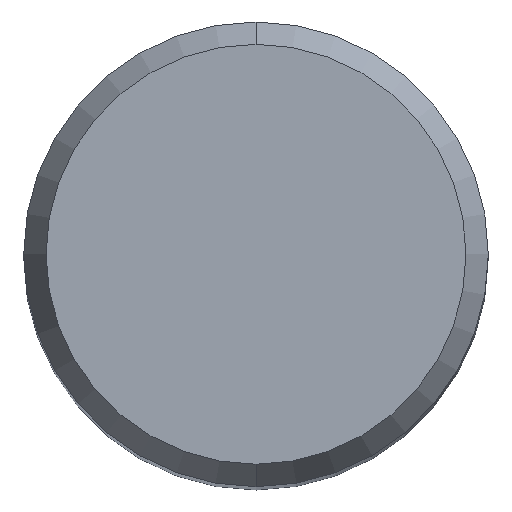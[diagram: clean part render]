
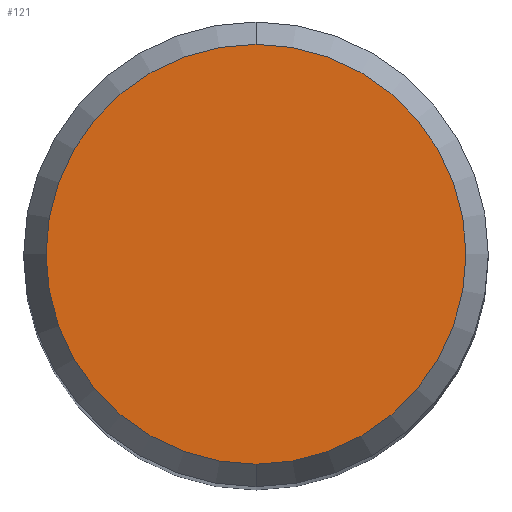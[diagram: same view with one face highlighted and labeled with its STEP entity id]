
A CAD part, top view. The second image highlights one B-rep face of the part: STEP entity #121.
In plain terms, the highlighted planar face has unit normal (0, 0, 1).
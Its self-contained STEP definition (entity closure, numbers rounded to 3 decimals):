
#119=EDGE_CURVE('',#213,#191,#275,.T.);
#121=ADVANCED_FACE('',(#277),#278,.T.);
#139=EDGE_CURVE('',#191,#213,#300,.T.);
#191=VERTEX_POINT('',#355);
#213=VERTEX_POINT('',#379);
#275=CIRCLE('',#440,4.304);
#277=FACE_OUTER_BOUND('',#442,.T.);
#278=PLANE('',#443);
#300=CIRCLE('',#472,4.304);
#355=CARTESIAN_POINT('',(0.,-4.304,0.));
#379=CARTESIAN_POINT('',(0.0,4.304,0.));
#440=AXIS2_PLACEMENT_3D('',#647,#648,#649);
#442=EDGE_LOOP('',(#651,#652));
#443=AXIS2_PLACEMENT_3D('',#653,#654,#655);
#472=AXIS2_PLACEMENT_3D('',#696,#697,#698);
#647=CARTESIAN_POINT('',(0.0,0.0,0.));
#648=DIRECTION('',(0.0,0.0,-1.0));
#649=DIRECTION('',(0.0,1.0,0.0));
#651=ORIENTED_EDGE('',*,*,#119,.F.);
#652=ORIENTED_EDGE('',*,*,#139,.F.);
#653=CARTESIAN_POINT('',(0.0,2.152,0.));
#654=DIRECTION('',(-0.0,0.0,1.0));
#655=DIRECTION('',(0.0,-1.0,0.0));
#696=CARTESIAN_POINT('',(0.0,0.0,0.));
#697=DIRECTION('',(0.0,0.0,-1.0));
#698=DIRECTION('',(0.0,1.0,0.0));
